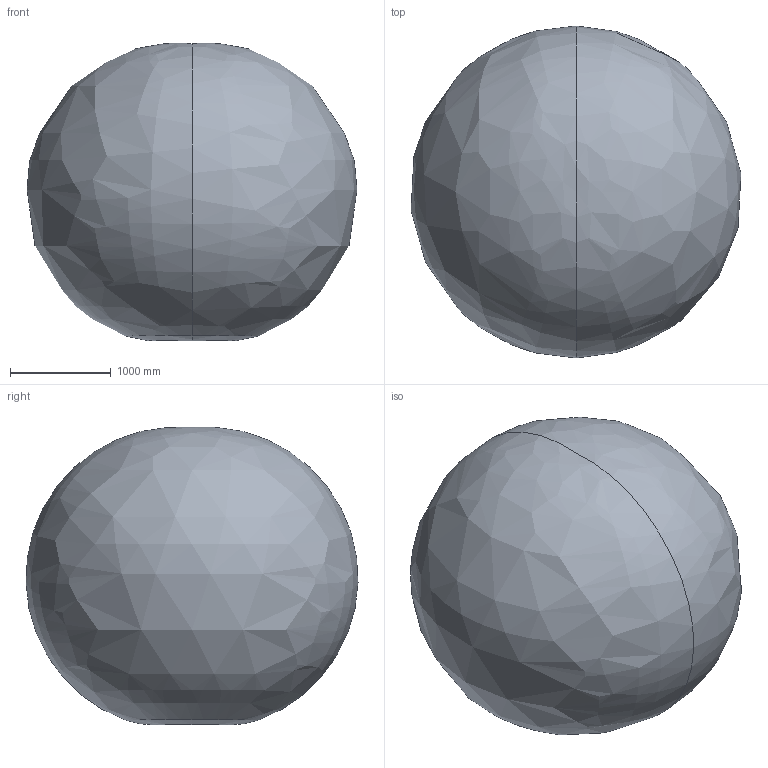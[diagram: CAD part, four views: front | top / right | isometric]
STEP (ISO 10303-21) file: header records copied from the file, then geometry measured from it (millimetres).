
FILE_DESCRIPTION (( 'STEP AP214' ), '1' );
FILE_NAME ('IRB2600_20-165_WORKING-SPACE_rev00.STEP', '2016-12-02T11:51:54', ( 'ABB' ), ( 'ABB' ), 'SwSTEP 2.0', 'SolidWorks 2014', '' );
FILE_SCHEMA (( 'AUTOMOTIVE_DESIGN' ));
Length unit declared in the file: millimetre
Products named in the file (1): IRB2600_20-165_WORKING-SPACE_rev00
Bounding box: 3268.49 x 3288.61 x 2947.7 mm (x, y, z)
Volume: 17154847855.4 mm3; surface area: 35050511.8 mm2
Topology: 1 solids, 2 shells, 8 faces, 20 edges, 8 vertices
Faces by surface type: bspline 8
Entity records: 420 total; most frequent: CARTESIAN_POINT 173, DIRECTION 26, ORIENTED_EDGE 24, AXIS2_PLACEMENT_3D 13, CIRCLE 12, EDGE_CURVE 12, UNCERTAINTY_MEASURE_WITH_UNIT 11, PRESENTATION_LAYER_ASSIGNMENT 10
